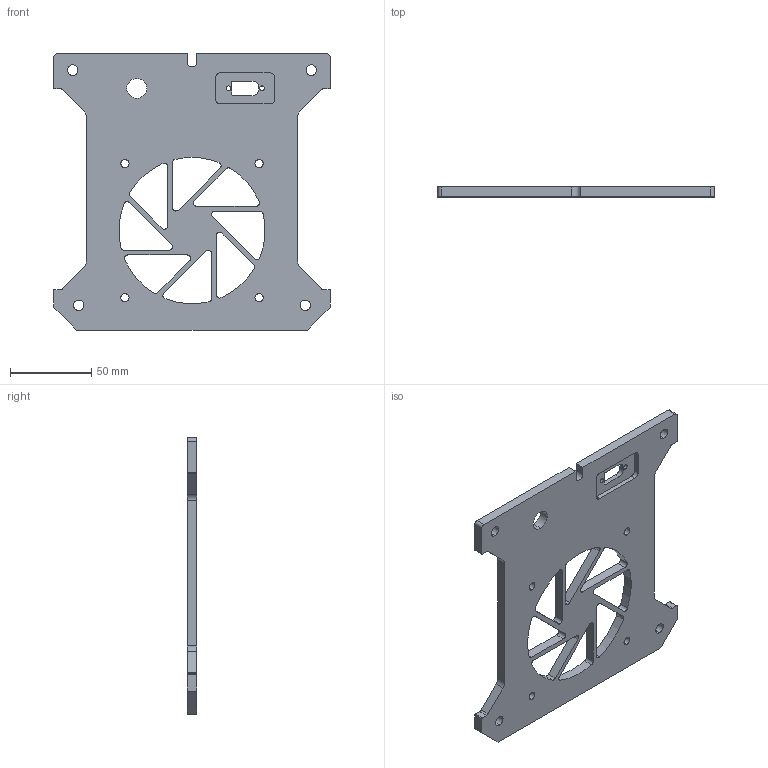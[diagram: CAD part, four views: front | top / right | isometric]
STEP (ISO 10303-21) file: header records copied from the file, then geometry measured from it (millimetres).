
FILE_DESCRIPTION (( 'STEP AP214' ), '1' );
FILE_NAME ('FFBeast Housing Rear.STEP', '2025-04-06T21:18:32', ( '' ), ( '' ), 'SwSTEP 2.0', 'SolidWorks 2022', '' );
FILE_SCHEMA (( 'AUTOMOTIVE_DESIGN' ));
Length unit declared in the file: millimetre
Products named in the file (1): FFBeast Housing Rear
Bounding box: 170 x 6 x 170 mm (x, y, z)
Volume: 112238.4 mm3; surface area: 48827.4 mm2
Topology: 1 solids, 1 shells, 131 faces, 384 edges, 256 vertices
Faces by surface type: cylinder 83, plane 48
Entity records: 4538 total; most frequent: DIRECTION 814, CARTESIAN_POINT 772, ORIENTED_EDGE 768, EDGE_CURVE 384, AXIS2_PLACEMENT_3D 298, VERTEX_POINT 256, LINE 218, VECTOR 218
